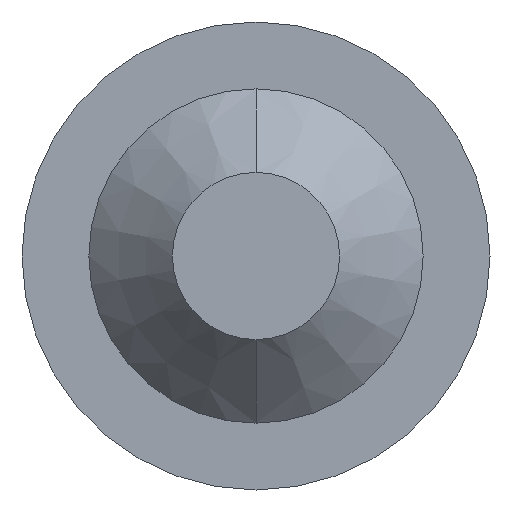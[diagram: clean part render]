
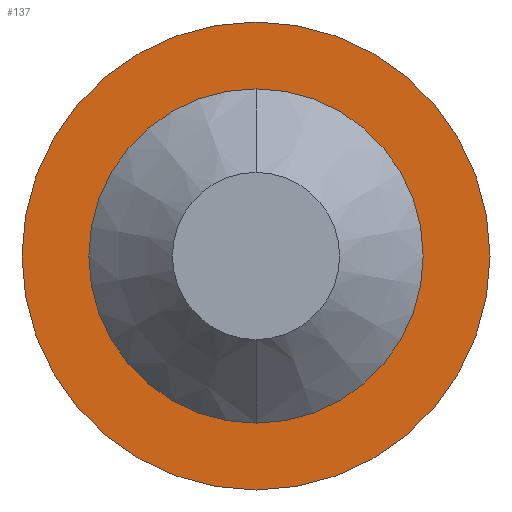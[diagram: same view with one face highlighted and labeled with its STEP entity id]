
A CAD part, front view. The second image highlights one B-rep face of the part: STEP entity #137.
In plain terms, the highlighted planar face has unit normal (0, -1, 0).
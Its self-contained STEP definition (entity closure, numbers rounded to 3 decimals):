
#6 = AXIS2_PLACEMENT_3D ( 'NONE', #172, #534, #170 ) ;
#12 = FACE_BOUND ( 'NONE', #410, .T. ) ;
#24 = VERTEX_POINT ( 'NONE', #271 ) ;
#27 = DIRECTION ( 'NONE',  ( 0., -1., 0. ) ) ;
#88 = CARTESIAN_POINT ( 'NONE',  ( 0., 0., 1.4 ) ) ;
#95 = AXIS2_PLACEMENT_3D ( 'NONE', #126, #121, #488 ) ;
#98 = EDGE_CURVE ( 'NONE', #24, #203, #502, .T. ) ;
#115 = AXIS2_PLACEMENT_3D ( 'NONE', #293, #468, #416 ) ;
#118 = EDGE_CURVE ( 'NONE', #213, #232, #406, .T. ) ;
#121 = DIRECTION ( 'NONE',  ( 0., -1., 0. ) ) ;
#126 = CARTESIAN_POINT ( 'NONE',  ( 0., 0., 0. ) ) ;
#137 = ADVANCED_FACE ( 'NONE', ( #12, #282 ), #527, .T. ) ;
#170 = DIRECTION ( 'NONE',  ( 0., 0., 1. ) ) ;
#172 = CARTESIAN_POINT ( 'NONE',  ( 0., 0., 0. ) ) ;
#178 = EDGE_LOOP ( 'NONE', ( #289, #503 ) ) ;
#203 = VERTEX_POINT ( 'NONE', #88 ) ;
#213 = VERTEX_POINT ( 'NONE', #412 ) ;
#226 = DIRECTION ( 'NONE',  ( 0., 0., 1. ) ) ;
#232 = VERTEX_POINT ( 'NONE', #582 ) ;
#271 = CARTESIAN_POINT ( 'NONE',  ( 0., 0., -1.4 ) ) ;
#282 = FACE_OUTER_BOUND ( 'NONE', #178, .T. ) ;
#289 = ORIENTED_EDGE ( 'NONE', *, *, #98, .T. ) ;
#293 = CARTESIAN_POINT ( 'NONE',  ( 0., 0., 0. ) ) ;
#318 = CARTESIAN_POINT ( 'NONE',  ( 0., 0., 0. ) ) ;
#349 = AXIS2_PLACEMENT_3D ( 'NONE', #318, #27, #352 ) ;
#352 = DIRECTION ( 'NONE',  ( 0., 0., -1. ) ) ;
#368 = ORIENTED_EDGE ( 'NONE', *, *, #118, .T. ) ;
#386 = EDGE_CURVE ( 'NONE', #203, #24, #390, .T. ) ;
#390 = CIRCLE ( 'NONE', #115, 1.4 ) ;
#406 = CIRCLE ( 'NONE', #6, 1. ) ;
#410 = EDGE_LOOP ( 'NONE', ( #426, #368 ) ) ;
#412 = CARTESIAN_POINT ( 'NONE',  ( 0., 0., -1. ) ) ;
#416 = DIRECTION ( 'NONE',  ( 0., 0., -1. ) ) ;
#426 = ORIENTED_EDGE ( 'NONE', *, *, #565, .T. ) ;
#453 = AXIS2_PLACEMENT_3D ( 'NONE', #478, #481, #226 ) ;
#468 = DIRECTION ( 'NONE',  ( 0., -1., 0. ) ) ;
#478 = CARTESIAN_POINT ( 'NONE',  ( 0., 0., 0. ) ) ;
#481 = DIRECTION ( 'NONE',  ( 0., 1., 0. ) ) ;
#488 = DIRECTION ( 'NONE',  ( 0., 0., -1. ) ) ;
#502 = CIRCLE ( 'NONE', #349, 1.4 ) ;
#503 = ORIENTED_EDGE ( 'NONE', *, *, #386, .T. ) ;
#527 = PLANE ( 'NONE',  #95 ) ;
#534 = DIRECTION ( 'NONE',  ( 0., 1., 0. ) ) ;
#565 = EDGE_CURVE ( 'NONE', #232, #213, #569, .T. ) ;
#569 = CIRCLE ( 'NONE', #453, 1. ) ;
#582 = CARTESIAN_POINT ( 'NONE',  ( 0., 0., 1. ) ) ;
